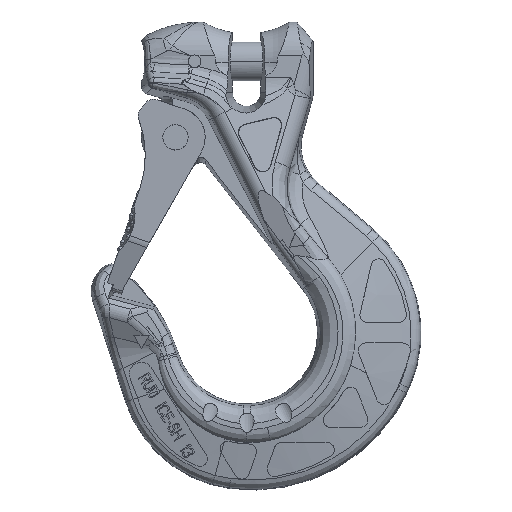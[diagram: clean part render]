
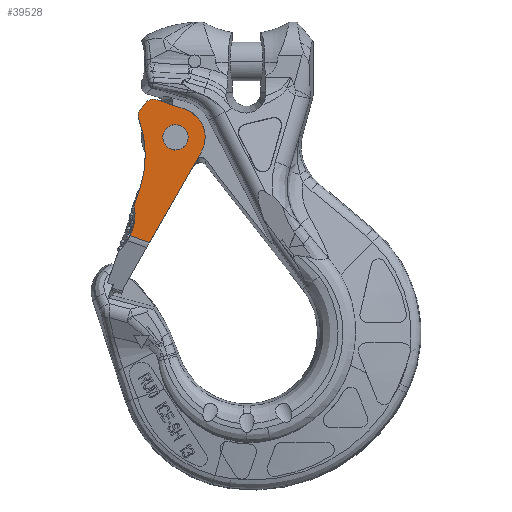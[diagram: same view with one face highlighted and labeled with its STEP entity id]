
A CAD part, top view. The second image highlights one B-rep face of the part: STEP entity #39528.
In plain terms, the highlighted face is planar.
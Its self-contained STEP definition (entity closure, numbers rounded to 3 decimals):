
#36559=CARTESIAN_POINT('',(-6.,0.,24.475));
#36560=CARTESIAN_POINT('',(-6.,0.707,24.475));
#36561=CARTESIAN_POINT('',(-5.744,2.235,
24.497));
#36562=CARTESIAN_POINT('',(-4.368,4.37,
24.618));
#36563=CARTESIAN_POINT('',(-2.594,5.514,
24.773));
#36564=CARTESIAN_POINT('',(-1.084,5.937,
24.905));
#36565=CARTESIAN_POINT('',(0.,6.032,25.));
#36566=CARTESIAN_POINT('',(1.084,5.937,25.095));
#36567=CARTESIAN_POINT('',(2.594,5.514,25.227));
#36568=CARTESIAN_POINT('',(4.368,4.37,25.382));
#36569=CARTESIAN_POINT('',(5.744,2.235,25.503));
#36570=CARTESIAN_POINT('',(6.,0.707,25.525));
#36571=CARTESIAN_POINT('',(6.,0.,25.525));
#36573=CARTESIAN_POINT('',(6.,0.,25.525));
#36574=CARTESIAN_POINT('',(6.,-0.707,25.525));
#36575=CARTESIAN_POINT('',(5.744,-2.235,
25.503));
#36576=CARTESIAN_POINT('',(4.368,-4.37,
25.382));
#36577=CARTESIAN_POINT('',(2.594,-5.514,
25.227));
#36578=CARTESIAN_POINT('',(1.084,-5.937,
25.095));
#36579=CARTESIAN_POINT('',(0.,-6.032,25.));
#36580=CARTESIAN_POINT('',(-1.084,-5.937,
24.905));
#36581=CARTESIAN_POINT('',(-2.594,-5.514,
24.773));
#36582=CARTESIAN_POINT('',(-4.368,-4.37,
24.618));
#36583=CARTESIAN_POINT('',(-5.744,-2.235,
24.497));
#36584=CARTESIAN_POINT('',(-6.,-0.707,24.475));
#36585=CARTESIAN_POINT('',(-6.,0.,24.475));
#36587=CARTESIAN_POINT('',(-30.268,-48.5,22.352));
#36588=DIRECTION('',(0.087,0.,-0.996));
#36589=DIRECTION('',(0.996,0.,0.087));
#36590=AXIS2_PLACEMENT_3D('',#36587,#36588,#36589);
#36592=CARTESIAN_POINT('',(-30.268,-48.5,22.352));
#36593=DIRECTION('',(-0.087,0.,0.996));
#36594=DIRECTION('',(0.996,0.,0.087));
#36595=AXIS2_PLACEMENT_3D('',#36592,#36593,#36594);
#36597=DIRECTION('',(0.,1.,0.));
#36598=VECTOR('',#36597,7.52);
#36599=CARTESIAN_POINT('',(-8.,-36.52,24.3));
#36600=LINE('',#36599,#36598);
#36601=CARTESIAN_POINT('',(-8.,-29.,24.3));
#36602=CARTESIAN_POINT('',(-8.,-23.072,24.3));
#36603=CARTESIAN_POINT('',(-10.038,-11.947,
24.122));
#36604=CARTESIAN_POINT('',(-15.479,-2.038,
23.646));
#36605=CARTESIAN_POINT('',(-19.214,2.553,
23.319));
#36607=CARTESIAN_POINT('',(-20.139,7.094,
23.238));
#36608=CARTESIAN_POINT('',(-19.712,8.574,
23.275));
#36609=CARTESIAN_POINT('',(-19.137,9.994,
23.326));
#36610=CARTESIAN_POINT('',(-18.412,11.353,
23.389));
#36612=DIRECTION('',(0.996,0.,0.087));
#36613=VECTOR('',#36612,14.053);
#36614=CARTESIAN_POINT('',(-14.,14.,23.775));
#36615=LINE('',#36614,#36613);
#36616=CARTESIAN_POINT('',(13.755,-2.608,
26.203));
#36617=CARTESIAN_POINT('',(14.018,-1.222,
26.226));
#36618=CARTESIAN_POINT('',(14.074,1.161,26.231));
#36619=CARTESIAN_POINT('',(13.268,5.164,26.161));
#36620=CARTESIAN_POINT('',(11.029,9.144,25.965));
#36621=CARTESIAN_POINT('',(7.533,12.081,25.659));
#36622=CARTESIAN_POINT('',(3.753,13.614,25.328));
#36623=CARTESIAN_POINT('',(1.406,14.,25.123));
#36624=CARTESIAN_POINT('',(0.,14.,25.));
#36626=DIRECTION('',(0.186,0.982,0.016));
#36627=VECTOR('',#36626,49.379);
#36628=CARTESIAN_POINT('',(4.556,-51.117,
25.399));
#36629=LINE('',#36628,#36627);
#36659=DIRECTION('',(-0.996,0.011,-0.087));
#36660=VECTOR('',#36659,9.721);
#36661=CARTESIAN_POINT('',(4.556,-51.117,
25.399));
#36662=LINE('',#36661,#36660);
#36816=CARTESIAN_POINT('',(-19.214,2.553,
23.319));
#36817=CARTESIAN_POINT('',(-19.763,3.229,
23.271));
#36818=CARTESIAN_POINT('',(-20.396,4.676,
23.216));
#36819=CARTESIAN_POINT('',(-20.381,6.256,
23.217));
#36820=CARTESIAN_POINT('',(-20.139,7.094,
23.238));
#36840=CARTESIAN_POINT('',(-18.412,11.353,
23.389));
#36841=CARTESIAN_POINT('',(-17.94,12.237,
23.43));
#36842=CARTESIAN_POINT('',(-16.672,13.458,
23.541));
#36843=CARTESIAN_POINT('',(-14.999,14.,23.688));
#36844=CARTESIAN_POINT('',(-14.,14.,23.775));
#38437=VERTEX_POINT('',#36840);
#38438=VERTEX_POINT('',#36844);
#38439=VERTEX_POINT('',#36816);
#38440=VERTEX_POINT('',#36820);
#38441=CARTESIAN_POINT('',(0.,14.,25.));
#38442=VERTEX_POINT('',#38441);
#38443=VERTEX_POINT('',#36601);
#38444=VERTEX_POINT('',#36559);
#38445=VERTEX_POINT('',#36571);
#38446=CARTESIAN_POINT('',(-5.004,-48.5,24.562));
#38447=CARTESIAN_POINT('',(-8.,-36.52,24.3));
#38448=VERTEX_POINT('',#38446);
#38449=VERTEX_POINT('',#38447);
#38450=VERTEX_POINT('',#36616);
#38463=CARTESIAN_POINT('',(4.556,-51.117,
25.399));
#38464=CARTESIAN_POINT('',(-5.127,-51.005,
24.551));
#38465=VERTEX_POINT('',#38463);
#38466=VERTEX_POINT('',#38464);
#39497=CARTESIAN_POINT('',(0.,-54.392,25.));
#39498=DIRECTION('',(-0.087,0.,0.996));
#39499=DIRECTION('',(0.,-1.,0.));
#39500=AXIS2_PLACEMENT_3D('',#39497,#39498,#39499);
#39501=PLANE('',#39500);
#39503=ORIENTED_EDGE('',*,*,#39502,.T.);
#39504=ORIENTED_EDGE('',*,*,#39284,.F.);
#39505=ORIENTED_EDGE('',*,*,#39282,.T.);
#39506=ORIENTED_EDGE('',*,*,#38771,.T.);
#39507=ORIENTED_EDGE('',*,*,#39006,.T.);
#39509=ORIENTED_EDGE('',*,*,#39508,.T.);
#39511=ORIENTED_EDGE('',*,*,#39510,.T.);
#39513=ORIENTED_EDGE('',*,*,#39512,.T.);
#39515=ORIENTED_EDGE('',*,*,#39514,.T.);
#39517=ORIENTED_EDGE('',*,*,#39516,.F.);
#39519=ORIENTED_EDGE('',*,*,#39518,.F.);
#39520=EDGE_LOOP('',(#39503,#39504,#39505,#39506,#39507,#39509,#39511,#39513,
#39515,#39517,#39519));
#39521=FACE_OUTER_BOUND('',#39520,.F.);
#39523=ORIENTED_EDGE('',*,*,#39522,.F.);
#39525=ORIENTED_EDGE('',*,*,#39524,.F.);
#39526=EDGE_LOOP('',(#39523,#39525));
#39527=FACE_BOUND('',#39526,.F.);
#39528=ADVANCED_FACE('',(#39521,#39527),#39501,.T.);
#36572=B_SPLINE_CURVE_WITH_KNOTS('',3,(#36559,#36560,#36561,#36562,#36563,
#36564,#36565,#36566,#36567,#36568,#36569,#36570,#36571),.UNSPECIFIED.,.F.,.F.,(
4,1,1,1,1,1,1,1,1,1,4),(0.,0.125,0.25,0.375,0.438,0.5,0.563,
0.625,0.75,0.875,1.),.UNSPECIFIED.);
#36586=B_SPLINE_CURVE_WITH_KNOTS('',3,(#36573,#36574,#36575,#36576,#36577,
#36578,#36579,#36580,#36581,#36582,#36583,#36584,#36585),.UNSPECIFIED.,.F.,.F.,(
4,1,1,1,1,1,1,1,1,1,4),(0.,0.125,0.25,0.375,0.438,0.5,0.563,
0.625,0.75,0.875,1.),.UNSPECIFIED.);
#36591=CIRCLE('',#36590,25.361);
#36596=CIRCLE('',#36595,25.361);
#36606=B_SPLINE_CURVE_WITH_KNOTS('',3,(#36601,#36602,#36603,#36604,#36605),
.UNSPECIFIED.,.F.,.F.,(4,1,4),(0.,0.5,1.),.UNSPECIFIED.);
#36611=B_SPLINE_CURVE_WITH_KNOTS('',3,(#36607,#36608,#36609,#36610),
.UNSPECIFIED.,.F.,.F.,(4,4),(0.,1.),.UNSPECIFIED.);
#36625=B_SPLINE_CURVE_WITH_KNOTS('',3,(#36616,#36617,#36618,#36619,#36620,
#36621,#36622,#36623,#36624),.UNSPECIFIED.,.F.,.F.,(4,1,1,1,1,1,4),(0.,
0.125,0.25,0.5,0.75,0.875,1.),.UNSPECIFIED.);
#36821=B_SPLINE_CURVE_WITH_KNOTS('',3,(#36816,#36817,#36818,#36819,#36820),
.UNSPECIFIED.,.F.,.F.,(4,1,4),(0.,0.5,1.),.UNSPECIFIED.);
#36845=B_SPLINE_CURVE_WITH_KNOTS('',3,(#36840,#36841,#36842,#36843,#36844),
.UNSPECIFIED.,.F.,.F.,(4,1,4),(0.,0.5,1.),.UNSPECIFIED.);
#38771=EDGE_CURVE('',#38449,#38443,#36600,.T.);
#39006=EDGE_CURVE('',#38443,#38439,#36606,.T.);
#39282=EDGE_CURVE('',#38448,#38449,#36596,.T.);
#39284=EDGE_CURVE('',#38448,#38466,#36591,.T.);
#39502=EDGE_CURVE('',#38465,#38466,#36662,.T.);
#39508=EDGE_CURVE('',#38439,#38440,#36821,.T.);
#39510=EDGE_CURVE('',#38440,#38437,#36611,.T.);
#39512=EDGE_CURVE('',#38437,#38438,#36845,.T.);
#39514=EDGE_CURVE('',#38438,#38442,#36615,.T.);
#39516=EDGE_CURVE('',#38450,#38442,#36625,.T.);
#39518=EDGE_CURVE('',#38465,#38450,#36629,.T.);
#39522=EDGE_CURVE('',#38444,#38445,#36572,.T.);
#39524=EDGE_CURVE('',#38445,#38444,#36586,.T.);
